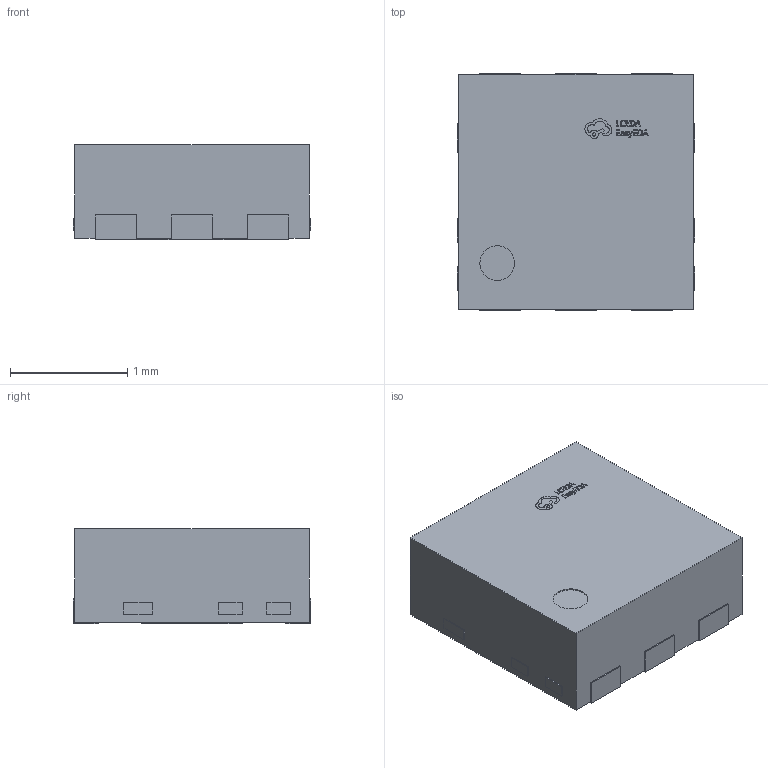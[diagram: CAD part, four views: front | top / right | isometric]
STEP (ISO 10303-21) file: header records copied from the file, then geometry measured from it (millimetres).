
FILE_DESCRIPTION (( 'STEP AP214' ), '1' );
FILE_NAME ('MICROFET-6_L2.0-W2.0-H0.8-P0.65-BL.step', '2022-07-12T15:13:35', ( '' ), ( '' ), 'SwSTEP 2.0', 'SolidWorks 2020', '' );
FILE_SCHEMA (( 'AUTOMOTIVE_DESIGN' ));
Length unit declared in the file: millimetre
Products named in the file (1): MICROFET-6_L2.0-W2.0-H0.8-P0.65-BL
Bounding box: 2.02 x 2.02 x 0.81 mm (x, y, z)
Volume: 3.2 mm3; surface area: 14.6 mm2
Topology: 1 solids, 1 shells, 369 faces, 996 edges, 664 vertices
Faces by surface type: plane 255, bspline 112, cylinder 2
Entity records: 16739 total; most frequent: CARTESIAN_POINT 4134, ORIENTED_EDGE 1992, DIRECTION 1288, EDGE_CURVE 996, LINE 764, VECTOR 764, VERTEX_POINT 664, EDGE_LOOP 404
